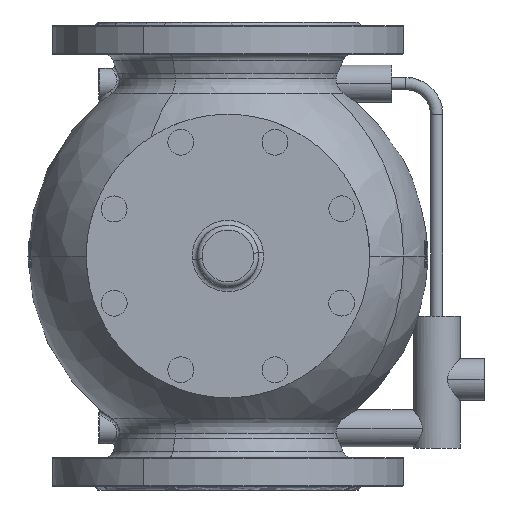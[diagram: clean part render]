
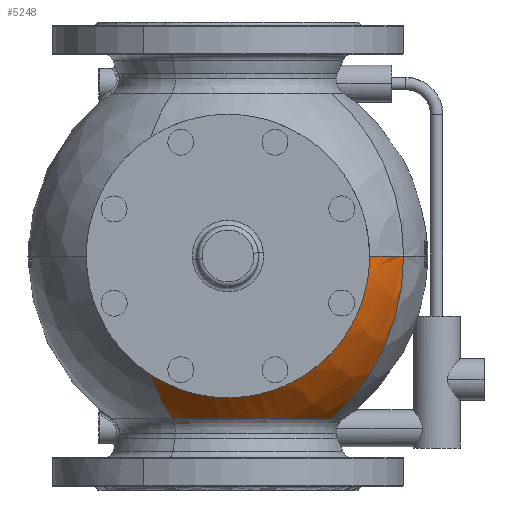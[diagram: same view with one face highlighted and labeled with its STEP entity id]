
A CAD part, front view. The second image highlights one B-rep face of the part: STEP entity #5248.
In plain terms, the highlighted spherical face has radius 162.5 mm.
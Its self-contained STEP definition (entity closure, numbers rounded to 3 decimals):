
#3338=CARTESIAN_POINT('Vertex',(142.607,-199.907,0.)) ;
#3880=CARTESIAN_POINT('Axis2P3D Location',(0.,-122.,0.)) ;
#4141=CARTESIAN_POINT('Axis2P3D Location',(0.,-122.,0.)) ;
#4145=CARTESIAN_POINT('Vertex',(83.689,-167.72,-131.576)) ;
#5102=CARTESIAN_POINT('Axis2P3D Location',(0.,-122.,0.)) ;
#5106=CARTESIAN_POINT('Vertex',(113.22,-238.565,0.)) ;
#5176=CARTESIAN_POINT('Control Point',(63.68,-238.565,-93.614)) ;
#5177=CARTESIAN_POINT('Control Point',(68.45,-238.565,-90.369)) ;
#5178=CARTESIAN_POINT('Control Point',(73.01,-238.566,-86.822)) ;
#5179=CARTESIAN_POINT('Control Point',(77.344,-238.565,-82.985)) ;
#5180=CARTESIAN_POINT('Control Point',(84.902,-238.566,-75.366)) ;
#5181=CARTESIAN_POINT('Control Point',(91.334,-238.566,-67.17)) ;
#5182=CARTESIAN_POINT('Control Point',(94.059,-238.565,-63.279)) ;
#5183=CARTESIAN_POINT('Control Point',(99.126,-238.566,-55.181)) ;
#5184=CARTESIAN_POINT('Control Point',(102.946,-238.566,-47.433)) ;
#5185=CARTESIAN_POINT('Control Point',(104.601,-238.565,-43.598)) ;
#5186=CARTESIAN_POINT('Control Point',(107.648,-238.566,-35.643)) ;
#5187=CARTESIAN_POINT('Control Point',(109.608,-238.566,-28.739)) ;
#5188=CARTESIAN_POINT('Control Point',(110.445,-238.565,-25.253)) ;
#5189=CARTESIAN_POINT('Control Point',(112.006,-238.565,-17.569)) ;
#5190=CARTESIAN_POINT('Control Point',(112.792,-238.566,-10.858)) ;
#5191=CARTESIAN_POINT('Control Point',(113.078,-238.566,-7.178)) ;
#5192=CARTESIAN_POINT('Control Point',(113.22,-238.565,-3.589)) ;
#5193=CARTESIAN_POINT('Control Point',(113.22,-238.565,0.)) ;
#5194=CARTESIAN_POINT('Vertex',(63.68,-238.565,-93.614)) ;
#5198=CARTESIAN_POINT('Control Point',(-63.68,-238.565,-93.614)) ;
#5199=CARTESIAN_POINT('Control Point',(-58.07,-238.565,-97.43)) ;
#5200=CARTESIAN_POINT('Control Point',(-52.175,-238.566,-100.825)) ;
#5201=CARTESIAN_POINT('Control Point',(-46.058,-238.566,-103.762)) ;
#5202=CARTESIAN_POINT('Control Point',(-33.384,-238.565,-108.718)) ;
#5203=CARTESIAN_POINT('Control Point',(-20.132,-238.566,-111.726)) ;
#5204=CARTESIAN_POINT('Control Point',(-13.427,-238.566,-112.728)) ;
#5205=CARTESIAN_POINT('Control Point',(0.13,-238.565,-113.727)) ;
#5206=CARTESIAN_POINT('Control Point',(13.678,-238.566,-112.697)) ;
#5207=CARTESIAN_POINT('Control Point',(20.377,-238.566,-111.681)) ;
#5208=CARTESIAN_POINT('Control Point',(33.568,-238.565,-108.657)) ;
#5209=CARTESIAN_POINT('Control Point',(46.185,-238.566,-103.7)) ;
#5210=CARTESIAN_POINT('Control Point',(52.253,-238.566,-100.781)) ;
#5211=CARTESIAN_POINT('Control Point',(58.11,-238.565,-97.403)) ;
#5212=CARTESIAN_POINT('Control Point',(63.68,-238.565,-93.614)) ;
#5213=CARTESIAN_POINT('Vertex',(-63.68,-238.565,-93.614)) ;
#5216=CARTESIAN_POINT('Axis2P3D Location',(0.,-122.,0.)) ;
#5220=CARTESIAN_POINT('Vertex',(-45.72,-205.689,-131.576)) ;
#5224=CARTESIAN_POINT('Control Point',(83.689,-167.72,-131.576)) ;
#5225=CARTESIAN_POINT('Control Point',(80.295,-173.933,-131.576)) ;
#5226=CARTESIAN_POINT('Control Point',(76.324,-179.831,-131.576)) ;
#5227=CARTESIAN_POINT('Control Point',(71.788,-185.393,-131.576)) ;
#5228=CARTESIAN_POINT('Control Point',(61.53,-195.79,-131.576)) ;
#5229=CARTESIAN_POINT('Control Point',(49.08,-204.292,-131.576)) ;
#5230=CARTESIAN_POINT('Control Point',(42.31,-207.994,-131.576)) ;
#5231=CARTESIAN_POINT('Control Point',(27.724,-214.109,-131.576)) ;
#5232=CARTESIAN_POINT('Control Point',(11.871,-217.148,-131.576)) ;
#5233=CARTESIAN_POINT('Control Point',(3.673,-217.821,-131.576)) ;
#5234=CARTESIAN_POINT('Control Point',(-11.569,-217.422,-131.576)) ;
#5235=CARTESIAN_POINT('Control Point',(-26.442,-214.026,-131.576)) ;
#5236=CARTESIAN_POINT('Control Point',(-33.132,-211.835,-131.576)) ;
#5237=CARTESIAN_POINT('Control Point',(-39.579,-209.043,-131.576)) ;
#5238=CARTESIAN_POINT('Control Point',(-45.72,-205.689,-131.576)) ;
#3881=DIRECTION('Axis2P3D Direction',(0.878,-0.479,0.)) ;
#3882=DIRECTION('Axis2P3D XDirection',(-0.479,-0.878,0.)) ;
#4142=DIRECTION('Axis2P3D Direction',(-0.479,-0.878,0.)) ;
#5103=DIRECTION('Axis2P3D Direction',(0.,0.,1.)) ;
#5217=DIRECTION('Axis2P3D Direction',(0.878,-0.479,0.)) ;
#3883=AXIS2_PLACEMENT_3D('Sphere Axis2P3D',#3880,#3881,#3882) ;
#4143=AXIS2_PLACEMENT_3D('Circle Axis2P3D',#4141,#4142,$) ;
#5104=AXIS2_PLACEMENT_3D('Circle Axis2P3D',#5102,#5103,$) ;
#5218=AXIS2_PLACEMENT_3D('Circle Axis2P3D',#5216,#5217,$) ;
#5241=ORIENTED_EDGE('',*,*,#5108,.F.) ;
#5242=ORIENTED_EDGE('',*,*,#5196,.F.) ;
#5243=ORIENTED_EDGE('',*,*,#5215,.F.) ;
#5244=ORIENTED_EDGE('',*,*,#5222,.F.) ;
#5245=ORIENTED_EDGE('',*,*,#5239,.F.) ;
#5246=ORIENTED_EDGE('',*,*,#4147,.F.) ;
#5248=ADVANCED_FACE('NONE',(#5247),#3884,.T.) ;
#5175=B_SPLINE_CURVE_WITH_KNOTS('',5,(#5176,#5177,#5178,#5179,#5180,#5181,#5182,#5183,#5184,#5185,#5186,#5187,#5188,#5189,#5190,#5191,#5192,#5193),.UNSPECIFIED.,.F.,.U.,(6,3,3,3,3,6),(0.,40.835,76.468,115.085,161.496,224.834),.UNSPECIFIED.) ;
#5197=B_SPLINE_CURVE_WITH_KNOTS('',5,(#5198,#5199,#5200,#5201,#5202,#5203,#5204,#5205,#5206,#5207,#5208,#5209,#5210,#5211,#5212),.UNSPECIFIED.,.F.,.U.,(6,3,3,3,6),(0.,47.996,96.119,144.277,191.946),.UNSPECIFIED.) ;
#5223=B_SPLINE_CURVE_WITH_KNOTS('',5,(#5224,#5225,#5226,#5227,#5228,#5229,#5230,#5231,#5232,#5233,#5234,#5235,#5236,#5237,#5238),.UNSPECIFIED.,.F.,.U.,(6,3,3,3,6),(0.,56.253,113.038,170.997,220.471),.UNSPECIFIED.) ;
#4144=CIRCLE('generated circle',#4143,162.5) ;
#5105=CIRCLE('generated circle',#5104,162.5) ;
#5219=CIRCLE('generated circle',#5218,162.5) ;
#4147=EDGE_CURVE('',#3339,#4146,#4144,.F.) ;
#5108=EDGE_CURVE('',#5107,#3339,#5105,.T.) ;
#5196=EDGE_CURVE('',#5195,#5107,#5175,.T.) ;
#5215=EDGE_CURVE('',#5214,#5195,#5197,.T.) ;
#5222=EDGE_CURVE('',#5221,#5214,#5219,.F.) ;
#5239=EDGE_CURVE('',#4146,#5221,#5223,.T.) ;
#5240=EDGE_LOOP('',(#5241,#5242,#5243,#5244,#5245,#5246)) ;
#5247=FACE_OUTER_BOUND('',#5240,.T.) ;
#3884=SPHERICAL_SURFACE('',#3883,162.5) ;
#3339=VERTEX_POINT('',#3338) ;
#4146=VERTEX_POINT('',#4145) ;
#5107=VERTEX_POINT('',#5106) ;
#5195=VERTEX_POINT('',#5194) ;
#5214=VERTEX_POINT('',#5213) ;
#5221=VERTEX_POINT('',#5220) ;
